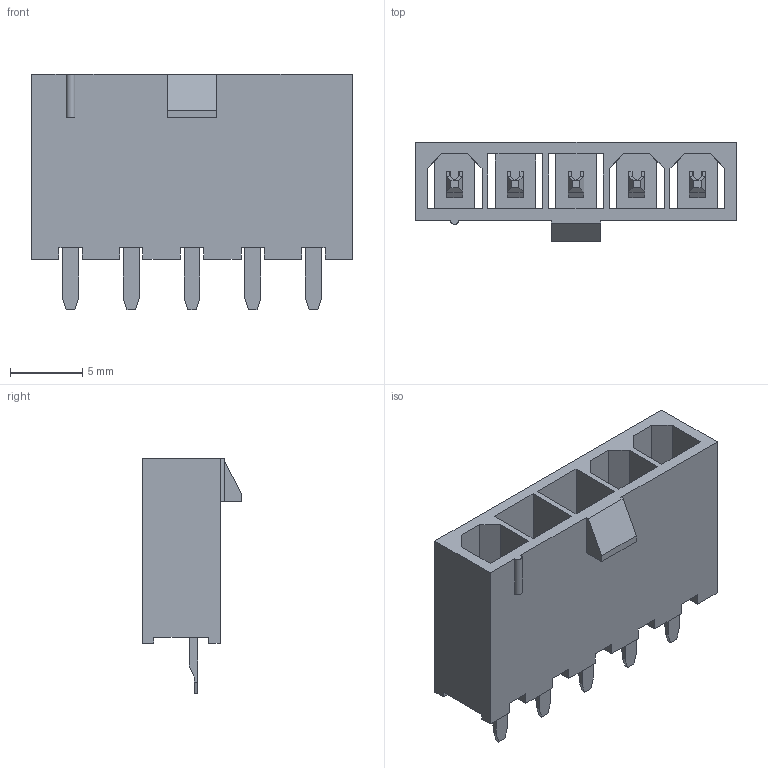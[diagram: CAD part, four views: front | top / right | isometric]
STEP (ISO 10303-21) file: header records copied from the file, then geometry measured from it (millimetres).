
FILE_DESCRIPTION(/* description */ ('Unknown'),/* implementation_level */ '2;1');
FILE_NAME(/* name */ 'J_Wurth_WR-MPC4_64900511122',/* time_stamp */ '2025-06-17T17:08:07+08:00',/* author */ ('Unknown'),/* organization */ ('Unknown'),/* preprocessor_version */ 'ST-DEVELOPER v19.4',/* originating_system */ 'Solid Edge',/* authorisation */ 'Unknown');
FILE_SCHEMA (('AUTOMOTIVE_DESIGN {1 0 10303 214 3 1 1}'));
Length unit declared in the file: millimetre
Products named in the file (2): J_Wurth_WR-MPC4_64900511122
Assembly tree (1 placements, depth 2):
  J_Wurth_WR-MPC4_64900511122
    J_Wurth_WR-MPC4_64900511122
Bounding box: 22.2 x 6.9 x 16.3 mm (x, y, z)
Volume: 804 mm3; surface area: 2199.2 mm2
Topology: 1 solids, 1 shells, 570 faces, 1673 edges, 1090 vertices
Faces by surface type: plane 439, cylinder 131
Entity records: 22784 total; most frequent: ORIENTED_EDGE 3346, CARTESIAN_POINT 3335, DIRECTION 3079, EDGE_CURVE 1673, LINE 1411, VECTOR 1411, VERTEX_POINT 1090, AXIS2_PLACEMENT_3D 834
